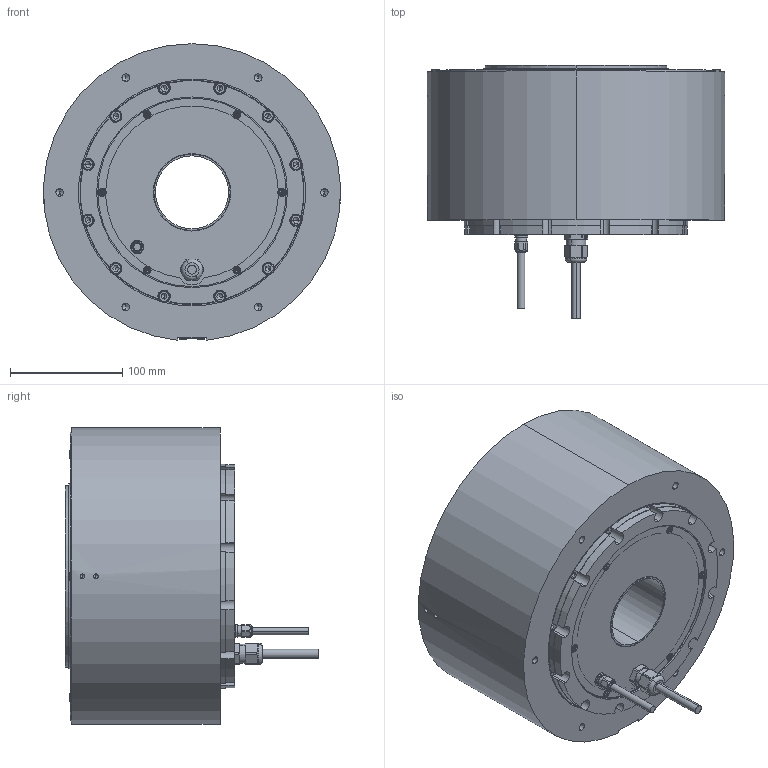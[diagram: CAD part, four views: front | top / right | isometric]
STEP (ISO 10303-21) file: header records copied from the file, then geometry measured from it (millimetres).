
FILE_DESCRIPTION (( 'STEP AP214' ), '1' );
FILE_NAME ('DD250-138-LSP（ABS）.STEP', '2014-04-28T05:56:38', ( ' ' ), ( ' ' ), 'SwSTEP 2.0', 'SolidWorks 2011', '' );
FILE_SCHEMA (( 'AUTOMOTIVE_DESIGN' ));
Length unit declared in the file: millimetre
Products named in the file (1): DD250-138-LSP（ABS）
Bounding box: 265 x 225.5 x 264.41 mm (x, y, z)
Volume: 3589166.4 mm3; surface area: 557477.5 mm2
Topology: 39 solids, 39 shells, 1313 faces, 3312 edges, 2059 vertices
Faces by surface type: cylinder 704, plane 274, cone 230, torus 68, sphere 36, bspline 1
Entity records: 52789 total; most frequent: CARTESIAN_POINT 10038, DIRECTION 6857, ORIENTED_EDGE 6376, EDGE_CURVE 3188, AXIS2_PLACEMENT_3D 2817, VERTEX_POINT 2059, CIRCLE 1504, EDGE_LOOP 1503
